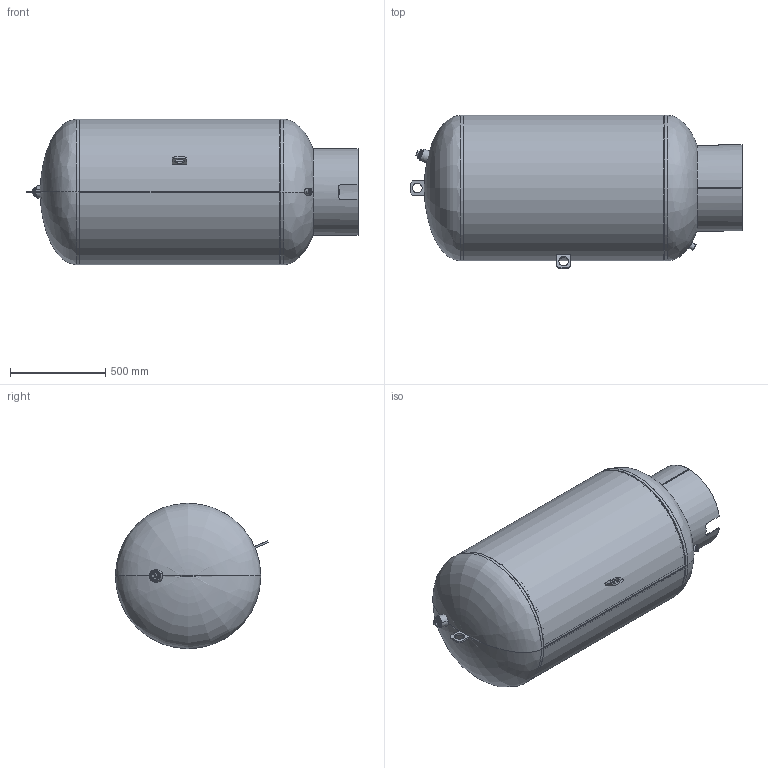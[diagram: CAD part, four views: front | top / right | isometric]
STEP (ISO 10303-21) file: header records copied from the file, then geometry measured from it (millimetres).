
FILE_DESCRIPTION (( 'STEP AP203' ), '1' );
FILE_NAME ('600-LBC (174A013).STEP', '2023-11-21T22:40:01', ( '' ), ( '' ), 'SwSTEP 2.0', 'SolidWorks 2022', '' );
FILE_SCHEMA (( 'CONFIG_CONTROL_DESIGN' ));
Length unit declared in the file: inch
Products named in the file (20): 117-891; 117-002_WITH COUPLING; 9403-048; 174-113; 174-121; 600-LBC (174A013); 117X88; 146X34; 174-114; 117-890; 191-057; 174-115; 174-079; 9403-217; 9747-2250_94705A206; 184-042; 174-066_ROLLED WITH BACKING BAR; 9403-047; 117-892_117-892; 174-120
Assembly tree (25 placements, depth 4):
  600-LBC (174A013)
    174-114
      117X88
      117-002_WITH COUPLING
        9403-047
        9403-217
      184-042
    174-079
      174-066_ROLLED WITH BACKING BAR
      184-042
    174-120
      174-121
        174-113
      174-115
      117-890
      9403-048
    191-057
      117-892_117-892
      117-891
      146X34
      9747-2250_94705A206  x6
Bounding box: 1739.9 x 803.02 x 762 mm (x, y, z)
Volume: 22417961.1 mm3; surface area: 8835973.2 mm2
Topology: 20 solids, 20 shells, 919 faces, 2459 edges, 1573 vertices
Faces by surface type: cylinder 589, cone 169, plane 119, bspline 32, torus 10
Entity records: 23878 total; most frequent: CARTESIAN_POINT 12533, ORIENTED_EDGE 2002, DIRECTION 1790, EDGE_CURVE 1001, AXIS2_PLACEMENT_3D 699, VERTEX_POINT 627, EDGE_LOOP 454, FACE_OUTER_BOUND 414
